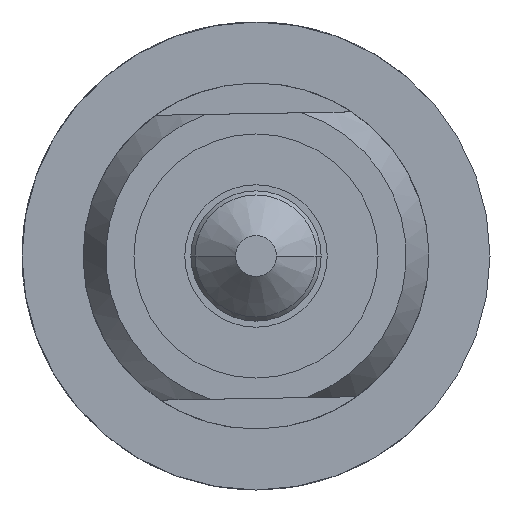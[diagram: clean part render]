
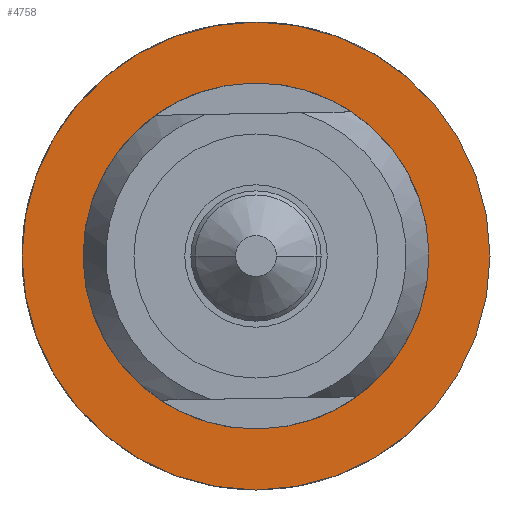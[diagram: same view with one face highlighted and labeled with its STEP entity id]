
A CAD part, left-side view. The second image highlights one B-rep face of the part: STEP entity #4758.
In plain terms, the highlighted planar face has unit normal (-1, 0, 0).
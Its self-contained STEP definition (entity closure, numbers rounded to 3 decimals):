
#2835=CARTESIAN_POINT('',(14.2,0.,0.));
#2836=DIRECTION('',(1.,0.,0.));
#2837=DIRECTION('',(0.,1.,0.));
#2838=AXIS2_PLACEMENT_3D('',#2835,#2836,#2837);
#2840=CARTESIAN_POINT('',(14.2,0.,0.));
#2841=DIRECTION('',(1.,0.,0.));
#2842=DIRECTION('',(0.,-1.,0.));
#2843=AXIS2_PLACEMENT_3D('',#2840,#2841,#2842);
#2845=CARTESIAN_POINT('',(14.2,0.,0.));
#2846=DIRECTION('',(-1.,0.,0.));
#2847=DIRECTION('',(0.,-1.,0.));
#2848=AXIS2_PLACEMENT_3D('',#2845,#2846,#2847);
#2850=CARTESIAN_POINT('',(14.2,0.,0.));
#2851=DIRECTION('',(-1.,0.,0.));
#2852=DIRECTION('',(0.,1.,0.));
#2853=AXIS2_PLACEMENT_3D('',#2850,#2851,#2852);
#2907=CARTESIAN_POINT('',(14.2,5.75,0.));
#2908=CARTESIAN_POINT('',(14.2,-5.75,0.));
#2909=VERTEX_POINT('',#2907);
#2910=VERTEX_POINT('',#2908);
#3033=CARTESIAN_POINT('',(14.2,-4.25,0.));
#3034=CARTESIAN_POINT('',(14.2,4.25,0.));
#3035=VERTEX_POINT('',#3033);
#3036=VERTEX_POINT('',#3034);
#4743=CARTESIAN_POINT('',(14.2,0.,0.));
#4744=DIRECTION('',(1.,0.,0.));
#4745=DIRECTION('',(0.,-0.995,0.105));
#4746=AXIS2_PLACEMENT_3D('',#4743,#4744,#4745);
#4747=PLANE('',#4746);
#4748=ORIENTED_EDGE('',*,*,#3068,.T.);
#4749=ORIENTED_EDGE('',*,*,#3956,.T.);
#4750=EDGE_LOOP('',(#4748,#4749));
#4751=FACE_OUTER_BOUND('',#4750,.F.);
#4753=ORIENTED_EDGE('',*,*,#4752,.T.);
#4755=ORIENTED_EDGE('',*,*,#4754,.T.);
#4756=EDGE_LOOP('',(#4753,#4755));
#4757=FACE_BOUND('',#4756,.F.);
#2839=CIRCLE('',#2838,5.75);
#2844=CIRCLE('',#2843,5.75);
#2849=CIRCLE('',#2848,4.25);
#2854=CIRCLE('',#2853,4.25);
#3068=EDGE_CURVE('',#2909,#2910,#2839,.T.);
#3956=EDGE_CURVE('',#2910,#2909,#2844,.T.);
#4752=EDGE_CURVE('',#3035,#3036,#2849,.T.);
#4754=EDGE_CURVE('',#3036,#3035,#2854,.T.);
#4758=ADVANCED_FACE('',(#4751,#4757),#4747,.F.);
